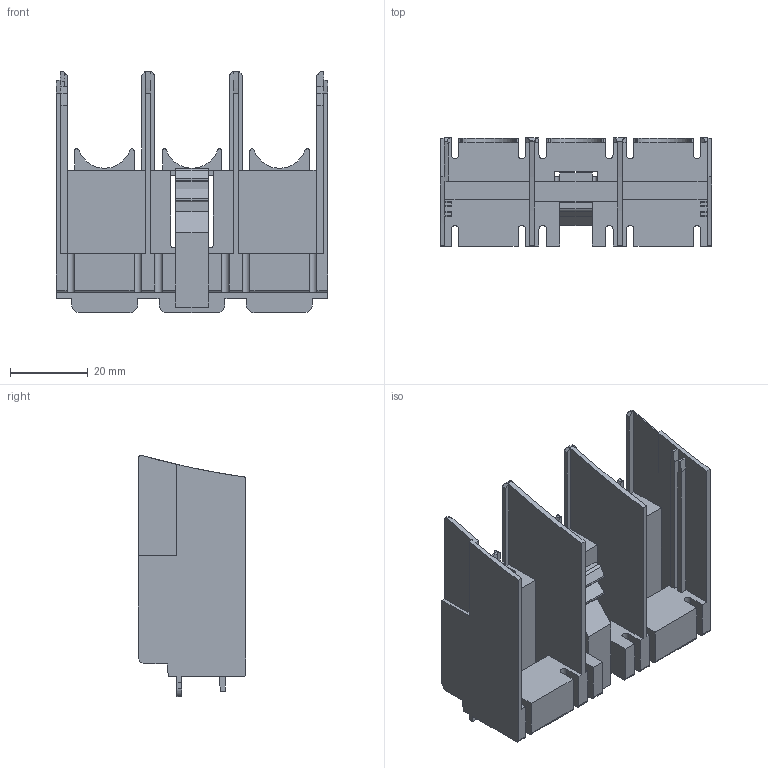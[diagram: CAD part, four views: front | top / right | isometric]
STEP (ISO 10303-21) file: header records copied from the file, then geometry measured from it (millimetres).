
FILE_DESCRIPTION(('STEP AP214'),'1');
FILE_NAME('cctmp_1BC03A25-7FBC-4B42-BA9F-94B4CBC99CD1_2023_07_18_13_00_12_0134..stp','2023-07-18T11:00:12',('SIEMENS A&D'),('CADClick - www.CADClick.com'),'Spatial InterOp 3D postprocessed',' ','unknown authorization');
FILE_SCHEMA(('AUTOMOTIVE_DESIGN'));
Length unit declared in the file: millimetre
Products named in the file (1): 2023_07_18_13_00_12_0102
Bounding box: 70 x 27.8 x 62.17 mm (x, y, z)
Volume: 18059.7 mm3; surface area: 22679.7 mm2
Topology: 1 solids, 1 shells, 661 faces, 1903 edges, 1266 vertices
Faces by surface type: plane 583, cylinder 78
Entity records: 36058 total; most frequent: STYLED_ITEM 3831, PRESENTATION_STYLE_ASSIGNMENT 3831, CARTESIAN_POINT 3831, ORIENTED_EDGE 3806, DIRECTION 3392, EDGE_CURVE 1903, CURVE_STYLE 1903, DRAUGHTING_PRE_DEFINED_CURVE_FONT 1903
